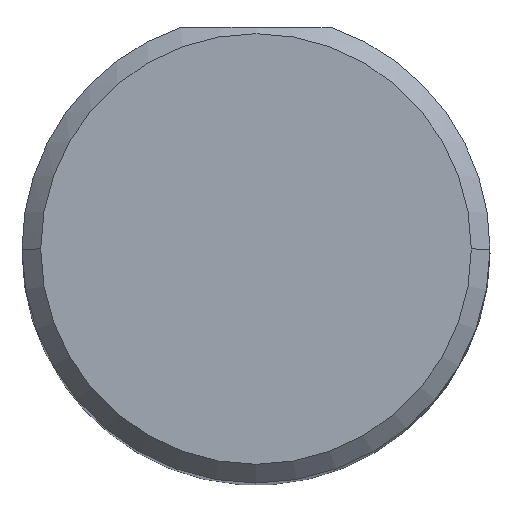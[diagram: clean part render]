
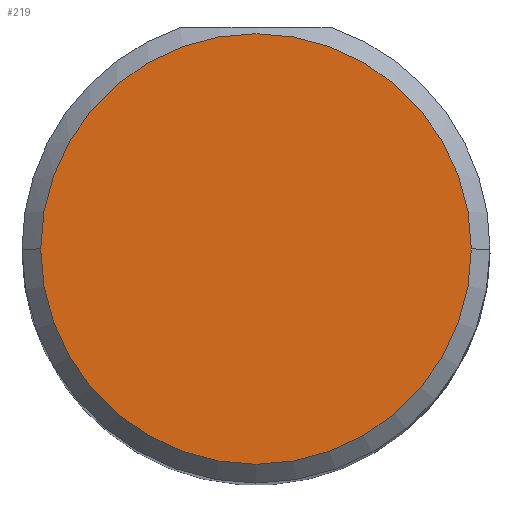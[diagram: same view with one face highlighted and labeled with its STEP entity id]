
A CAD part, top view. The second image highlights one B-rep face of the part: STEP entity #219.
In plain terms, the highlighted planar face has unit normal (0, 0, 1).
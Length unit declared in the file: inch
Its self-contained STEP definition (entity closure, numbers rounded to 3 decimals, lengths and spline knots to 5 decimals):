
#2 = VERTEX_POINT ( 'NONE', #317 ) ;
#26 = DIRECTION ( 'NONE',  ( 0., 0., 1. ) ) ;
#29 = DIRECTION ( 'NONE',  ( 1., 0., 0. ) ) ;
#64 = CARTESIAN_POINT ( 'NONE',  ( 0., 0., 2.5 ) ) ;
#74 = DIRECTION ( 'NONE',  ( 1., 0., 0. ) ) ;
#94 = DIRECTION ( 'NONE',  ( 1., 0., 0. ) ) ;
#100 = CARTESIAN_POINT ( 'NONE',  ( 0., 0., 2.5 ) ) ;
#105 = EDGE_LOOP ( 'NONE', ( #160, #379 ) ) ;
#110 = AXIS2_PLACEMENT_3D ( 'NONE', #64, #137, #94 ) ;
#137 = DIRECTION ( 'NONE',  ( 0., 0., 1. ) ) ;
#160 = ORIENTED_EDGE ( 'NONE', *, *, #312, .T. ) ;
#187 = CARTESIAN_POINT ( 'NONE',  ( 0., 0., 2.5 ) ) ;
#219 = ADVANCED_FACE ( 'NONE', ( #382 ), #313, .T. ) ;
#223 = CARTESIAN_POINT ( 'NONE',  ( -0.1725, 0., 2.5 ) ) ;
#249 = VERTEX_POINT ( 'NONE', #223 ) ;
#268 = DIRECTION ( 'NONE',  ( 0., 0., 1. ) ) ;
#312 = EDGE_CURVE ( 'NONE', #249, #2, #459, .T. ) ;
#313 = PLANE ( 'NONE',  #352 ) ;
#317 = CARTESIAN_POINT ( 'NONE',  ( 0.1725, 0., 2.5 ) ) ;
#352 = AXIS2_PLACEMENT_3D ( 'NONE', #187, #26, #29 ) ;
#379 = ORIENTED_EDGE ( 'NONE', *, *, #467, .T. ) ;
#382 = FACE_OUTER_BOUND ( 'NONE', #105, .T. ) ;
#425 = AXIS2_PLACEMENT_3D ( 'NONE', #100, #268, #74 ) ;
#459 = CIRCLE ( 'NONE', #425, 0.1725 ) ;
#467 = EDGE_CURVE ( 'NONE', #2, #249, #488, .T. ) ;
#488 = CIRCLE ( 'NONE', #110, 0.1725 ) ;
